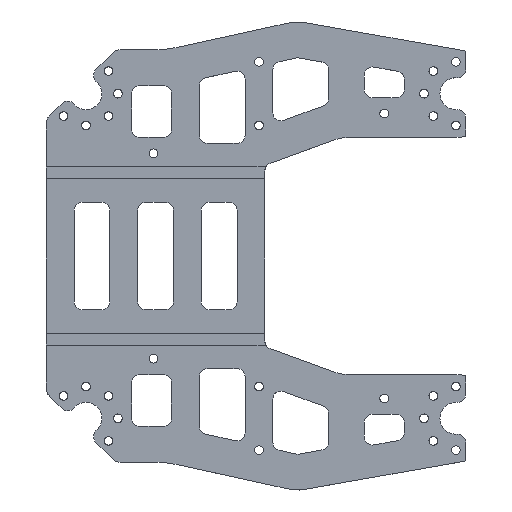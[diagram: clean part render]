
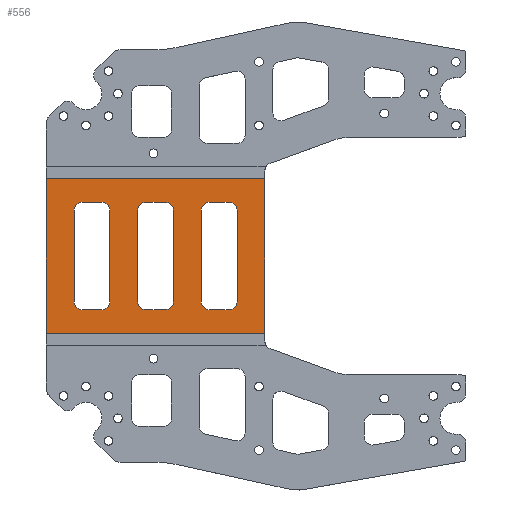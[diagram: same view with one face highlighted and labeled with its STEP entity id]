
A CAD part, top view. The second image highlights one B-rep face of the part: STEP entity #556.
In plain terms, the highlighted planar face has unit normal (0, 0, 1).
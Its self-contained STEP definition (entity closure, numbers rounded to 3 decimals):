
#187=CIRCLE('',#4833,2.);
#188=CIRCLE('',#4834,2.);
#189=CIRCLE('',#4835,2.);
#190=CIRCLE('',#4836,2.);
#191=CIRCLE('',#4837,2.);
#192=CIRCLE('',#4838,2.);
#193=CIRCLE('',#4839,2.);
#194=CIRCLE('',#4840,2.);
#195=CIRCLE('',#4841,2.);
#196=CIRCLE('',#4842,2.);
#197=CIRCLE('',#4843,2.);
#198=CIRCLE('',#4844,2.);
#453=FACE_BOUND('',#1132,.T.);
#454=FACE_BOUND('',#1133,.T.);
#455=FACE_BOUND('',#1134,.T.);
#456=FACE_BOUND('',#1135,.T.);
#556=ADVANCED_FACE('',(#453,#454,#455,#456),#801,.T.);
#801=PLANE('',#4845);
#1132=EDGE_LOOP('',(#1476,#1477,#1478,#1479));
#1133=EDGE_LOOP('',(#1480,#1481,#1482,#1483,#1484,#1485,#1486,#1487));
#1134=EDGE_LOOP('',(#1488,#1489,#1490,#1491,#1492,#1493,#1494,#1495));
#1135=EDGE_LOOP('',(#1496,#1497,#1498,#1499,#1500,#1501,#1502,#1503));
#1476=ORIENTED_EDGE('',*,*,#3313,.F.);
#1477=ORIENTED_EDGE('',*,*,#3314,.F.);
#1478=ORIENTED_EDGE('',*,*,#3315,.T.);
#1479=ORIENTED_EDGE('',*,*,#3307,.T.);
#1480=ORIENTED_EDGE('',*,*,#3316,.T.);
#1481=ORIENTED_EDGE('',*,*,#3317,.F.);
#1482=ORIENTED_EDGE('',*,*,#3318,.T.);
#1483=ORIENTED_EDGE('',*,*,#3319,.F.);
#1484=ORIENTED_EDGE('',*,*,#3320,.T.);
#1485=ORIENTED_EDGE('',*,*,#3321,.F.);
#1486=ORIENTED_EDGE('',*,*,#3322,.T.);
#1487=ORIENTED_EDGE('',*,*,#3323,.F.);
#1488=ORIENTED_EDGE('',*,*,#3324,.T.);
#1489=ORIENTED_EDGE('',*,*,#3325,.F.);
#1490=ORIENTED_EDGE('',*,*,#3326,.T.);
#1491=ORIENTED_EDGE('',*,*,#3327,.F.);
#1492=ORIENTED_EDGE('',*,*,#3328,.T.);
#1493=ORIENTED_EDGE('',*,*,#3329,.F.);
#1494=ORIENTED_EDGE('',*,*,#3330,.T.);
#1495=ORIENTED_EDGE('',*,*,#3331,.F.);
#1496=ORIENTED_EDGE('',*,*,#3332,.T.);
#1497=ORIENTED_EDGE('',*,*,#3333,.F.);
#1498=ORIENTED_EDGE('',*,*,#3334,.T.);
#1499=ORIENTED_EDGE('',*,*,#3335,.F.);
#1500=ORIENTED_EDGE('',*,*,#3336,.T.);
#1501=ORIENTED_EDGE('',*,*,#3337,.F.);
#1502=ORIENTED_EDGE('',*,*,#3338,.T.);
#1503=ORIENTED_EDGE('',*,*,#3339,.F.);
#2850=VERTEX_POINT('',#6800);
#2852=VERTEX_POINT('',#6803);
#2856=VERTEX_POINT('',#6814);
#2857=VERTEX_POINT('',#6816);
#2858=VERTEX_POINT('',#6819);
#2859=VERTEX_POINT('',#6820);
#2860=VERTEX_POINT('',#6822);
#2861=VERTEX_POINT('',#6824);
#2862=VERTEX_POINT('',#6826);
#2863=VERTEX_POINT('',#6828);
#2864=VERTEX_POINT('',#6830);
#2865=VERTEX_POINT('',#6832);
#2866=VERTEX_POINT('',#6835);
#2867=VERTEX_POINT('',#6836);
#2868=VERTEX_POINT('',#6838);
#2869=VERTEX_POINT('',#6840);
#2870=VERTEX_POINT('',#6842);
#2871=VERTEX_POINT('',#6844);
#2872=VERTEX_POINT('',#6846);
#2873=VERTEX_POINT('',#6848);
#2874=VERTEX_POINT('',#6851);
#2875=VERTEX_POINT('',#6852);
#2876=VERTEX_POINT('',#6854);
#2877=VERTEX_POINT('',#6856);
#2878=VERTEX_POINT('',#6858);
#2879=VERTEX_POINT('',#6860);
#2880=VERTEX_POINT('',#6862);
#2881=VERTEX_POINT('',#6864);
#3307=EDGE_CURVE('',#2852,#2850,#3998,.T.);
#3313=EDGE_CURVE('',#2856,#2850,#4004,.T.);
#3314=EDGE_CURVE('',#2857,#2856,#4005,.T.);
#3315=EDGE_CURVE('',#2857,#2852,#4006,.T.);
#3316=EDGE_CURVE('',#2858,#2859,#187,.T.);
#3317=EDGE_CURVE('',#2860,#2859,#4007,.T.);
#3318=EDGE_CURVE('',#2860,#2861,#188,.T.);
#3319=EDGE_CURVE('',#2862,#2861,#4008,.T.);
#3320=EDGE_CURVE('',#2862,#2863,#189,.T.);
#3321=EDGE_CURVE('',#2864,#2863,#4009,.T.);
#3322=EDGE_CURVE('',#2864,#2865,#190,.T.);
#3323=EDGE_CURVE('',#2858,#2865,#4010,.T.);
#3324=EDGE_CURVE('',#2866,#2867,#191,.T.);
#3325=EDGE_CURVE('',#2868,#2867,#4011,.T.);
#3326=EDGE_CURVE('',#2868,#2869,#192,.T.);
#3327=EDGE_CURVE('',#2870,#2869,#4012,.T.);
#3328=EDGE_CURVE('',#2870,#2871,#193,.T.);
#3329=EDGE_CURVE('',#2872,#2871,#4013,.T.);
#3330=EDGE_CURVE('',#2872,#2873,#194,.T.);
#3331=EDGE_CURVE('',#2866,#2873,#4014,.T.);
#3332=EDGE_CURVE('',#2874,#2875,#195,.T.);
#3333=EDGE_CURVE('',#2876,#2875,#4015,.T.);
#3334=EDGE_CURVE('',#2876,#2877,#196,.T.);
#3335=EDGE_CURVE('',#2878,#2877,#4016,.T.);
#3336=EDGE_CURVE('',#2878,#2879,#197,.T.);
#3337=EDGE_CURVE('',#2880,#2879,#4017,.T.);
#3338=EDGE_CURVE('',#2880,#2881,#198,.T.);
#3339=EDGE_CURVE('',#2874,#2881,#4018,.T.);
#3998=LINE('',#6802,#4417);
#4004=LINE('',#6813,#4423);
#4005=LINE('',#6815,#4424);
#4006=LINE('',#6817,#4425);
#4007=LINE('',#6821,#4426);
#4008=LINE('',#6825,#4427);
#4009=LINE('',#6829,#4428);
#4010=LINE('',#6833,#4429);
#4011=LINE('',#6837,#4430);
#4012=LINE('',#6841,#4431);
#4013=LINE('',#6845,#4432);
#4014=LINE('',#6849,#4433);
#4015=LINE('',#6853,#4434);
#4016=LINE('',#6857,#4435);
#4017=LINE('',#6861,#4436);
#4018=LINE('',#6865,#4437);
#4417=VECTOR('',#5354,1.);
#4423=VECTOR('',#5362,1.);
#4424=VECTOR('',#5363,1.);
#4425=VECTOR('',#5364,1.);
#4426=VECTOR('',#5367,1.);
#4427=VECTOR('',#5370,1.);
#4428=VECTOR('',#5373,1.);
#4429=VECTOR('',#5376,1.);
#4430=VECTOR('',#5379,1.);
#4431=VECTOR('',#5382,1.);
#4432=VECTOR('',#5385,1.);
#4433=VECTOR('',#5388,1.);
#4434=VECTOR('',#5391,1.);
#4435=VECTOR('',#5394,1.);
#4436=VECTOR('',#5397,1.);
#4437=VECTOR('',#5400,1.);
#4833=AXIS2_PLACEMENT_3D('',#6818,#5365,#5366);
#4834=AXIS2_PLACEMENT_3D('',#6823,#5368,#5369);
#4835=AXIS2_PLACEMENT_3D('',#6827,#5371,#5372);
#4836=AXIS2_PLACEMENT_3D('',#6831,#5374,#5375);
#4837=AXIS2_PLACEMENT_3D('',#6834,#5377,#5378);
#4838=AXIS2_PLACEMENT_3D('',#6839,#5380,#5381);
#4839=AXIS2_PLACEMENT_3D('',#6843,#5383,#5384);
#4840=AXIS2_PLACEMENT_3D('',#6847,#5386,#5387);
#4841=AXIS2_PLACEMENT_3D('',#6850,#5389,#5390);
#4842=AXIS2_PLACEMENT_3D('',#6855,#5392,#5393);
#4843=AXIS2_PLACEMENT_3D('',#6859,#5395,#5396);
#4844=AXIS2_PLACEMENT_3D('',#6863,#5398,#5399);
#4845=AXIS2_PLACEMENT_3D('',#6866,#5401,#5402);
#5354=DIRECTION('',(0.,1.,0.));
#5362=DIRECTION('',(1.,0.,0.));
#5363=DIRECTION('',(0.,1.,0.));
#5364=DIRECTION('',(1.,0.,0.));
#5365=DIRECTION('',(0.,0.,-1.));
#5366=DIRECTION('',(1.,0.,0.));
#5367=DIRECTION('',(1.,0.,0.));
#5368=DIRECTION('',(0.,0.,-1.));
#5369=DIRECTION('',(0.,-1.,0.));
#5370=DIRECTION('',(0.,-1.,0.));
#5371=DIRECTION('',(0.,0.,-1.));
#5372=DIRECTION('',(-1.,0.,0.));
#5373=DIRECTION('',(-1.,0.,0.));
#5374=DIRECTION('',(0.,0.,-1.));
#5375=DIRECTION('',(0.,1.,0.));
#5376=DIRECTION('',(0.,1.,0.));
#5377=DIRECTION('',(0.,0.,-1.));
#5378=DIRECTION('',(1.,0.,0.));
#5379=DIRECTION('',(1.,0.,0.));
#5380=DIRECTION('',(0.,0.,-1.));
#5381=DIRECTION('',(0.,-1.,0.));
#5382=DIRECTION('',(0.,-1.,0.));
#5383=DIRECTION('',(0.,0.,-1.));
#5384=DIRECTION('',(-1.,0.,0.));
#5385=DIRECTION('',(-1.,0.,0.));
#5386=DIRECTION('',(0.,0.,-1.));
#5387=DIRECTION('',(0.,1.,0.));
#5388=DIRECTION('',(0.,1.,0.));
#5389=DIRECTION('',(0.,0.,-1.));
#5390=DIRECTION('',(1.,0.,0.));
#5391=DIRECTION('',(1.,0.,0.));
#5392=DIRECTION('',(0.,0.,-1.));
#5393=DIRECTION('',(0.,-1.,0.));
#5394=DIRECTION('',(0.,-1.,0.));
#5395=DIRECTION('',(0.,0.,-1.));
#5396=DIRECTION('',(-1.,0.,0.));
#5397=DIRECTION('',(-1.,0.,0.));
#5398=DIRECTION('',(0.,0.,-1.));
#5399=DIRECTION('',(0.,1.,0.));
#5400=DIRECTION('',(0.,1.,0.));
#5401=DIRECTION('',(0.,0.,1.));
#5402=DIRECTION('',(0.,-1.,0.));
#6800=CARTESIAN_POINT('',(61.,130.314,2.));
#6802=CARTESIAN_POINT('',(61.,90.903,2.));
#6803=CARTESIAN_POINT('',(61.,91.491,2.));
#6813=CARTESIAN_POINT('',(6.,130.314,2.));
#6814=CARTESIAN_POINT('',(6.,130.314,2.));
#6815=CARTESIAN_POINT('',(6.,90.903,2.));
#6816=CARTESIAN_POINT('',(6.,91.491,2.));
#6817=CARTESIAN_POINT('',(6.,91.491,2.));
#6818=CARTESIAN_POINT('',(36.,99.403,2.));
#6819=CARTESIAN_POINT('',(38.,99.403,2.));
#6820=CARTESIAN_POINT('',(36.,97.403,2.));
#6821=CARTESIAN_POINT('',(31.,97.403,2.));
#6822=CARTESIAN_POINT('',(31.,97.403,2.));
#6823=CARTESIAN_POINT('',(31.,99.403,2.));
#6824=CARTESIAN_POINT('',(29.,99.403,2.));
#6825=CARTESIAN_POINT('',(29.,122.403,2.));
#6826=CARTESIAN_POINT('',(29.,122.403,2.));
#6827=CARTESIAN_POINT('',(31.,122.403,2.));
#6828=CARTESIAN_POINT('',(31.,124.403,2.));
#6829=CARTESIAN_POINT('',(36.,124.403,2.));
#6830=CARTESIAN_POINT('',(36.,124.403,2.));
#6831=CARTESIAN_POINT('',(36.,122.403,2.));
#6832=CARTESIAN_POINT('',(38.,122.403,2.));
#6833=CARTESIAN_POINT('',(38.,99.403,2.));
#6834=CARTESIAN_POINT('',(20.,99.403,2.));
#6835=CARTESIAN_POINT('',(22.,99.403,2.));
#6836=CARTESIAN_POINT('',(20.,97.403,2.));
#6837=CARTESIAN_POINT('',(15.,97.403,2.));
#6838=CARTESIAN_POINT('',(15.,97.403,2.));
#6839=CARTESIAN_POINT('',(15.,99.403,2.));
#6840=CARTESIAN_POINT('',(13.,99.403,2.));
#6841=CARTESIAN_POINT('',(13.,122.403,2.));
#6842=CARTESIAN_POINT('',(13.,122.403,2.));
#6843=CARTESIAN_POINT('',(15.,122.403,2.));
#6844=CARTESIAN_POINT('',(15.,124.403,2.));
#6845=CARTESIAN_POINT('',(20.,124.403,2.));
#6846=CARTESIAN_POINT('',(20.,124.403,2.));
#6847=CARTESIAN_POINT('',(20.,122.403,2.));
#6848=CARTESIAN_POINT('',(22.,122.403,2.));
#6849=CARTESIAN_POINT('',(22.,99.403,2.));
#6850=CARTESIAN_POINT('',(52.,99.403,2.));
#6851=CARTESIAN_POINT('',(54.,99.403,2.));
#6852=CARTESIAN_POINT('',(52.,97.403,2.));
#6853=CARTESIAN_POINT('',(47.,97.403,2.));
#6854=CARTESIAN_POINT('',(47.,97.403,2.));
#6855=CARTESIAN_POINT('',(47.,99.403,2.));
#6856=CARTESIAN_POINT('',(45.,99.403,2.));
#6857=CARTESIAN_POINT('',(45.,122.403,2.));
#6858=CARTESIAN_POINT('',(45.,122.403,2.));
#6859=CARTESIAN_POINT('',(47.,122.403,2.));
#6860=CARTESIAN_POINT('',(47.,124.403,2.));
#6861=CARTESIAN_POINT('',(52.,124.403,2.));
#6862=CARTESIAN_POINT('',(52.,124.403,2.));
#6863=CARTESIAN_POINT('',(52.,122.403,2.));
#6864=CARTESIAN_POINT('',(54.,122.403,2.));
#6865=CARTESIAN_POINT('',(54.,99.403,2.));
#6866=CARTESIAN_POINT('',(6.,90.903,2.));
